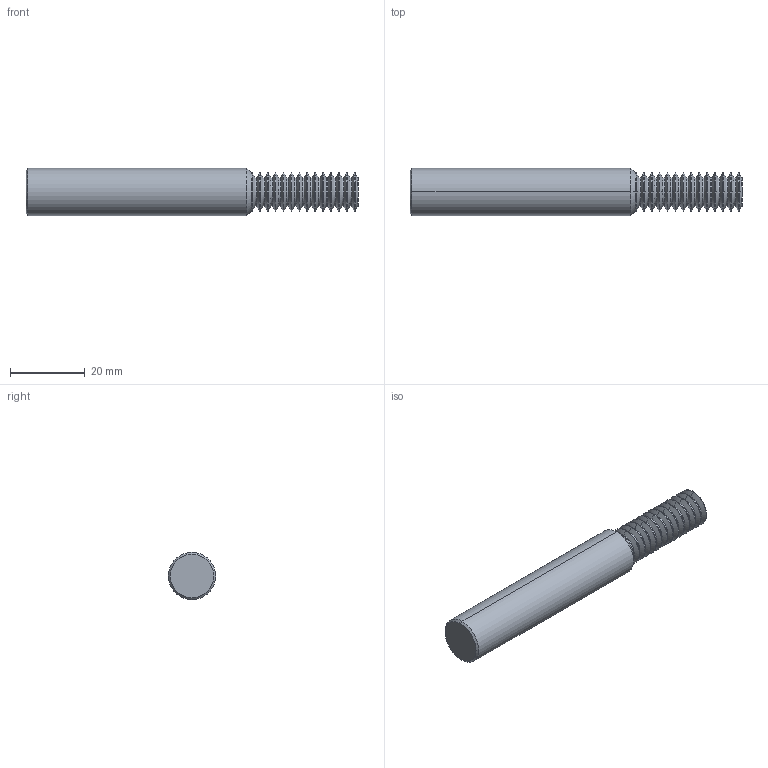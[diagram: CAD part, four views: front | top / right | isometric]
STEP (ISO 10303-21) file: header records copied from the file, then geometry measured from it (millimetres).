
FILE_DESCRIPTION (( 'STEP AP214' ), '1' );
FILE_NAME ('TM400-12 SolidModel.STEP', '2018-06-08T22:53:45', ( '' ), ( '' ), 'SwSTEP 2.0', 'SolidWorks 2018', '' );
FILE_SCHEMA (( 'AUTOMOTIVE_DESIGN' ));
Length unit declared in the file: inch
Products named in the file (1): TM400-12 SolidModel
Bounding box: 88.9 x 12.69 x 12.69 mm (x, y, z)
Volume: 9352.1 mm3; surface area: 3914.5 mm2
Topology: 1 solids, 1 shells, 118 faces, 234 edges, 118 vertices
Faces by surface type: cylinder 58, cone 58, plane 2
Entity records: 2984 total; most frequent: DIRECTION 590, CARTESIAN_POINT 471, ORIENTED_EDGE 468, AXIS2_PLACEMENT_3D 237, EDGE_CURVE 234, EDGE_LOOP 118, FACE_OUTER_BOUND 118, ADVANCED_FACE 118
